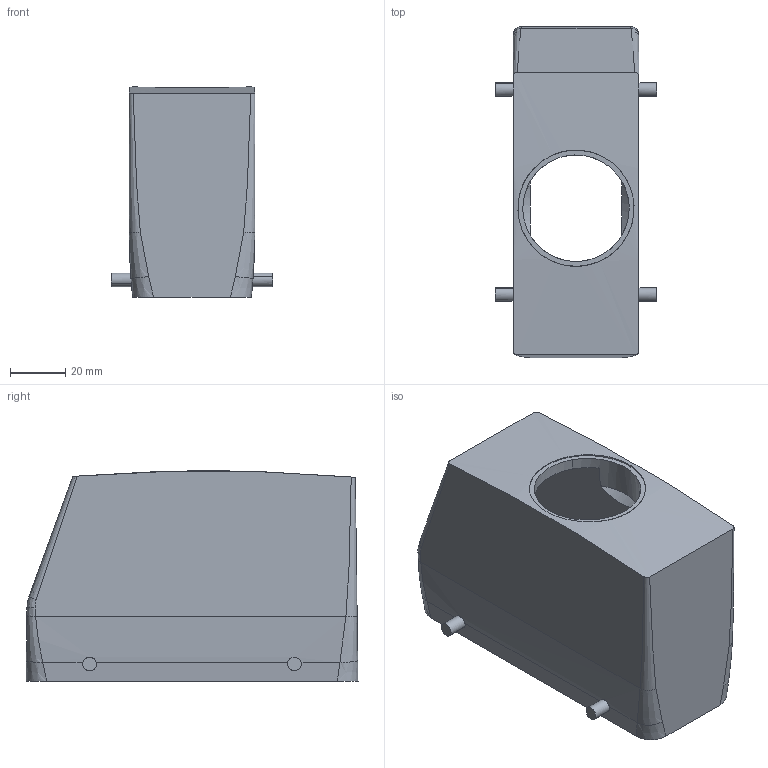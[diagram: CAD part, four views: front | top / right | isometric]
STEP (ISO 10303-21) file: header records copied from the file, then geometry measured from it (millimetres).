
FILE_DESCRIPTION(('CATIA V5 STEP Exchange','CAx-IF Rec.Pracs.--- Model Styling and Organization---1.4--- 2014-01-23'),'2;1');
FILE_NAME ('360762-1_0_2544060000_2544060000.stp','2021-12-07T16:42:28+00:00',('none'),('Weidmueller'),'CATIA Version 5-6 Release 2016 SP3 HF44','CATIA V5 STEP AP214','none');
FILE_SCHEMA(('AUTOMOTIVE_DESIGN { 1 0 10303 214 1 1 1 1 }'));
Length unit declared in the file: millimetre
Products named in the file (1): 2544060000
Bounding box: 58.4 x 120 x 76 mm (x, y, z)
Volume: 128812.7 mm3; surface area: 51530.8 mm2
Topology: 1 solids, 1 shells, 147 faces, 371 edges, 228 vertices
Faces by surface type: plane 51, cone 42, cylinder 38, bspline 16
Entity records: 6019 total; most frequent: CARTESIAN_POINT 3012, ORIENTED_EDGE 726, DIRECTION 409, EDGE_CURVE 363, VERTEX_POINT 228, AXIS2_PLACEMENT_3D 166, EDGE_LOOP 159, VECTOR 157
